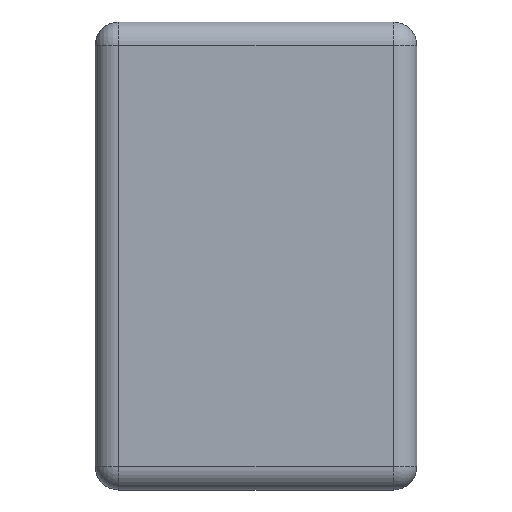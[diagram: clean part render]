
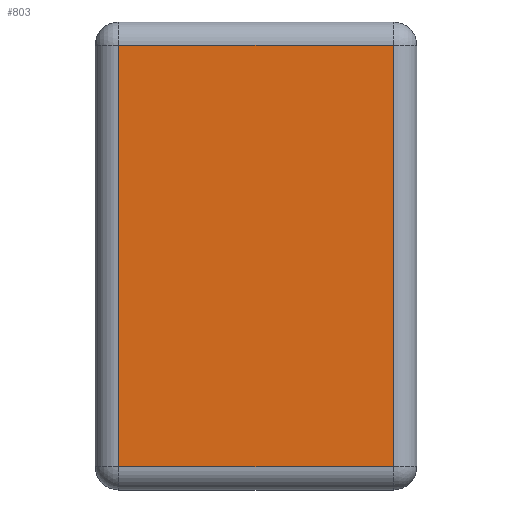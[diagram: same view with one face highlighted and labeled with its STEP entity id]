
A CAD part, left-side view. The second image highlights one B-rep face of the part: STEP entity #803.
In plain terms, the highlighted planar face has unit normal (-1, 0, 0).
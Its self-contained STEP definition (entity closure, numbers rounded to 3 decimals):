
#84 = VECTOR ( 'NONE', #764, 1000. ) ;
#94 = ORIENTED_EDGE ( 'NONE', *, *, #672, .T. ) ;
#106 = FACE_OUTER_BOUND ( 'NONE', #403, .T. ) ;
#163 = AXIS2_PLACEMENT_3D ( 'NONE', #898, #308, #498 ) ;
#169 = LINE ( 'NONE', #558, #963 ) ;
#184 = CARTESIAN_POINT ( 'NONE',  ( -1.6, 1.02, 0.72 ) ) ;
#225 = CARTESIAN_POINT ( 'NONE',  ( -1.6, 0.08, -0.72 ) ) ;
#247 = LINE ( 'NONE', #432, #1007 ) ;
#293 = CARTESIAN_POINT ( 'NONE',  ( -1.6, 1.1, 0.72 ) ) ;
#299 = CARTESIAN_POINT ( 'NONE',  ( -1.6, 0.08, 0.72 ) ) ;
#308 = DIRECTION ( 'NONE',  ( 1., 0., 0. ) ) ;
#382 = VERTEX_POINT ( 'NONE', #848 ) ;
#403 = EDGE_LOOP ( 'NONE', ( #94, #434, #1108, #757 ) ) ;
#432 = CARTESIAN_POINT ( 'NONE',  ( -1.6, 1.02, -0.8 ) ) ;
#434 = ORIENTED_EDGE ( 'NONE', *, *, #595, .T. ) ;
#450 = EDGE_CURVE ( 'NONE', #612, #526, #169, .T. ) ;
#464 = DIRECTION ( 'NONE',  ( 0., 0., 1. ) ) ;
#498 = DIRECTION ( 'NONE',  ( 0., 0., -1. ) ) ;
#526 = VERTEX_POINT ( 'NONE', #299 ) ;
#542 = DIRECTION ( 'NONE',  ( 0., 0., -1. ) ) ;
#549 = VECTOR ( 'NONE', #621, 1000. ) ;
#558 = CARTESIAN_POINT ( 'NONE',  ( -1.6, 0.08, -0.8 ) ) ;
#573 = LINE ( 'NONE', #293, #84 ) ;
#595 = EDGE_CURVE ( 'NONE', #382, #612, #1140, .T. ) ;
#612 = VERTEX_POINT ( 'NONE', #225 ) ;
#621 = DIRECTION ( 'NONE',  ( 0., -1., 0. ) ) ;
#672 = EDGE_CURVE ( 'NONE', #1058, #382, #247, .T. ) ;
#707 = CARTESIAN_POINT ( 'NONE',  ( -1.6, 1.1, -0.72 ) ) ;
#757 = ORIENTED_EDGE ( 'NONE', *, *, #1049, .T. ) ;
#764 = DIRECTION ( 'NONE',  ( 0., 1., 0. ) ) ;
#796 = PLANE ( 'NONE',  #163 ) ;
#803 = ADVANCED_FACE ( 'NONE', ( #106 ), #796, .F. ) ;
#848 = CARTESIAN_POINT ( 'NONE',  ( -1.6, 1.02, -0.72 ) ) ;
#898 = CARTESIAN_POINT ( 'NONE',  ( -1.6, 1.1, -0.8 ) ) ;
#963 = VECTOR ( 'NONE', #464, 1000. ) ;
#1007 = VECTOR ( 'NONE', #542, 1000. ) ;
#1049 = EDGE_CURVE ( 'NONE', #526, #1058, #573, .T. ) ;
#1058 = VERTEX_POINT ( 'NONE', #184 ) ;
#1108 = ORIENTED_EDGE ( 'NONE', *, *, #450, .T. ) ;
#1140 = LINE ( 'NONE', #707, #549 ) ;
